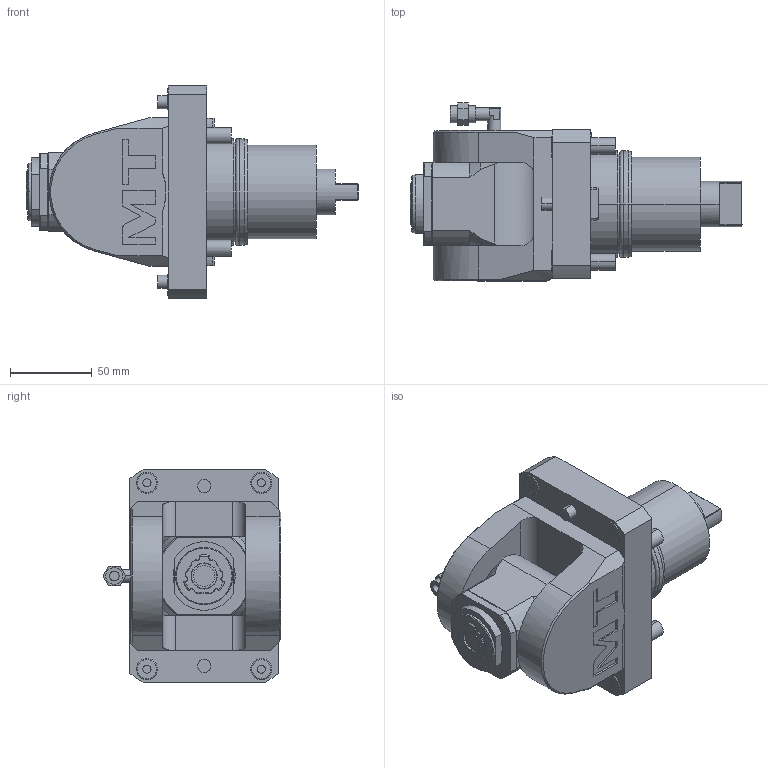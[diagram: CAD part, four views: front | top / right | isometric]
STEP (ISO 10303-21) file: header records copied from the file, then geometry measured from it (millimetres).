
FILE_DESCRIPTION((''),'2;1');
FILE_NAME('NKM0810120_CONF','2023-03-07T16:50:57',('sterribile'),('M.T. srl'),'CREO PARAMETRIC BY PTC INC, 2021072','CREO PARAMETRIC BY PTC INC, 2021072','');
FILE_SCHEMA(('CONFIG_CONTROL_DESIGN'));
Length unit declared in the file: millimetre
Products named in the file (1): NKM0810120_CONF
Bounding box: 203.16 x 108.87 x 130 mm (x, y, z)
Volume: 911192.5 mm3; surface area: 90339.7 mm2
Topology: 1 solids, 1 shells, 380 faces, 951 edges, 614 vertices
Faces by surface type: plane 174, cylinder 118, cone 59, torus 19, bspline 6, extrusion 4
Entity records: 12533 total; most frequent: CARTESIAN_POINT 3414, ORIENTED_EDGE 1902, DIRECTION 1867, EDGE_CURVE 951, AXIS2_PLACEMENT_3D 689, VERTEX_POINT 614, VECTOR 489, LINE 485
